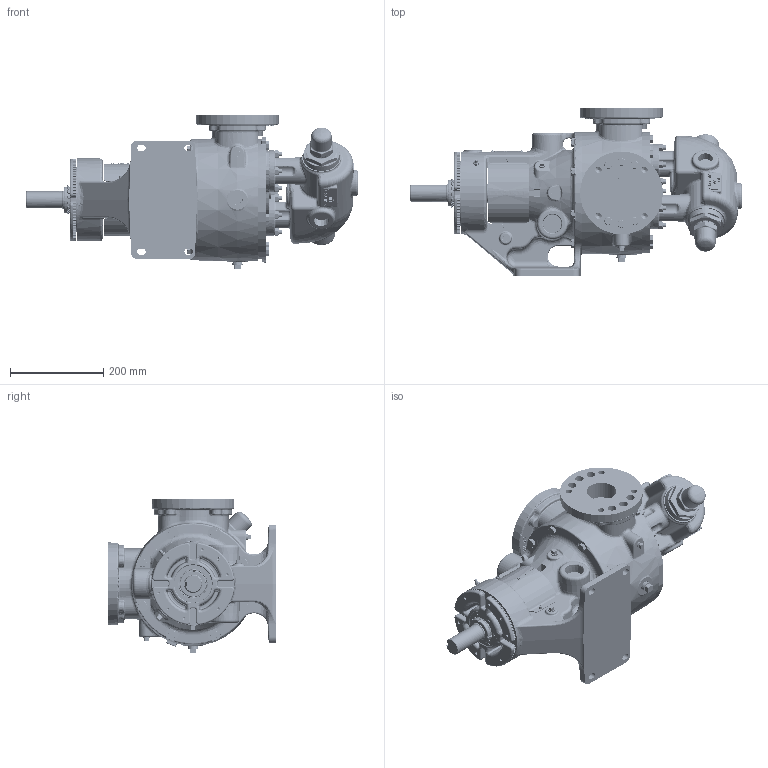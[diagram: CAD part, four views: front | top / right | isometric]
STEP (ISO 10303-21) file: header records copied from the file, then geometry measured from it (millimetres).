
FILE_DESCRIPTION (( 'STEP AP214' ), '1' );
FILE_NAME ('LV-4793.step', '2025-12-05T06:14:55', ( '' ), ( '' ), 'SwSTEP 2.0', 'SolidWorks 2024', '' );
FILE_SCHEMA (( 'AUTOMOTIVE_DESIGN' ));
Products named in the file (1): LV-4793
Bounding box: 712.71 x 360.36 x 331.53 mm (x, y, z)
Volume: 19887219.6 mm3; surface area: 1027284.2 mm2
Topology: 1 solids, 1 shells, 6330 faces, 15883 edges, 9754 vertices
Faces by surface type: bspline 2201, plane 1854, cylinder 1037, cone 870, torus 270, sphere 98
Entity records: 307593 total; most frequent: CARTESIAN_POINT 174927, ORIENTED_EDGE 31512, DIRECTION 21824, EDGE_CURVE 15756, VERTEX_POINT 9751, AXIS2_PLACEMENT_3D 8266, EDGE_LOOP 6677, FACE_OUTER_BOUND 6330
